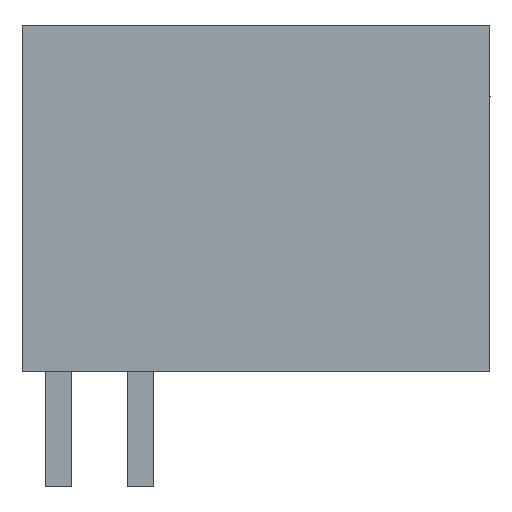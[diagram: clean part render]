
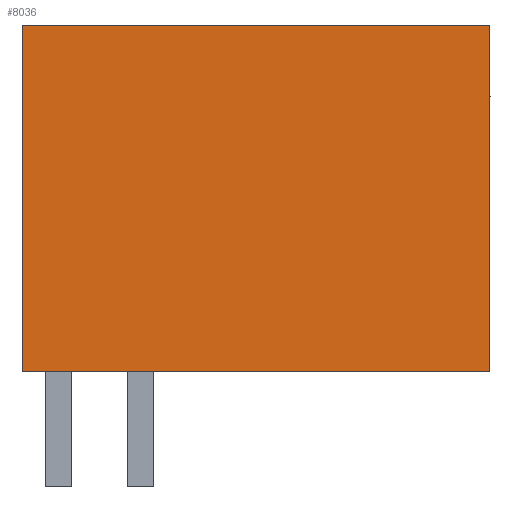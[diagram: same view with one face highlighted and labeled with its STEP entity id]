
A CAD part, left-side view. The second image highlights one B-rep face of the part: STEP entity #8036.
In plain terms, the highlighted planar face has unit normal (-1, 0, 0).
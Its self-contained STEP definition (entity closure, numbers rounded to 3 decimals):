
#8016=AXIS2_PLACEMENT_3D('Plane Axis2P3D',#8013,#8014,#8015) ;
#6021=CARTESIAN_POINT('Vertex',(0.,0.,3.5)) ;
#6285=CARTESIAN_POINT('Vertex',(0.,0.,14.)) ;
#6288=CARTESIAN_POINT('Line Origine',(0.,0.,8.75)) ;
#7175=CARTESIAN_POINT('Line Origine',(0.,7.1,3.5)) ;
#7179=CARTESIAN_POINT('Vertex',(0.,14.2,3.5)) ;
#8013=CARTESIAN_POINT('Axis2P3D Location',(0.,14.2,0.)) ;
#8018=CARTESIAN_POINT('Line Origine',(0.,7.1,14.)) ;
#8022=CARTESIAN_POINT('Vertex',(0.,14.2,14.)) ;
#8025=CARTESIAN_POINT('Line Origine',(0.,14.2,8.75)) ;
#6289=DIRECTION('Vector Direction',(0.,0.,-1.)) ;
#7176=DIRECTION('Vector Direction',(0.,-1.,0.)) ;
#8014=DIRECTION('Axis2P3D Direction',(-1.,0.,0.)) ;
#8015=DIRECTION('Axis2P3D XDirection',(0.,-1.,0.)) ;
#8019=DIRECTION('Vector Direction',(0.,-1.,0.)) ;
#8026=DIRECTION('Vector Direction',(0.,0.,-1.)) ;
#6290=VECTOR('Line Direction',#6289,1.) ;
#7177=VECTOR('Line Direction',#7176,1.) ;
#8020=VECTOR('Line Direction',#8019,1.) ;
#8027=VECTOR('Line Direction',#8026,1.) ;
#8031=ORIENTED_EDGE('',*,*,#7181,.T.) ;
#8032=ORIENTED_EDGE('',*,*,#6292,.T.) ;
#8033=ORIENTED_EDGE('',*,*,#8024,.T.) ;
#8034=ORIENTED_EDGE('',*,*,#8029,.T.) ;
#8036=ADVANCED_FACE('HOUSING',(#8035),#8017,.T.) ;
#6292=EDGE_CURVE('',#6022,#6286,#6291,.F.) ;
#7181=EDGE_CURVE('',#7180,#6022,#7178,.T.) ;
#8024=EDGE_CURVE('',#6286,#8023,#8021,.F.) ;
#8029=EDGE_CURVE('',#8023,#7180,#8028,.T.) ;
#8030=EDGE_LOOP('',(#8031,#8032,#8033,#8034)) ;
#8035=FACE_OUTER_BOUND('',#8030,.T.) ;
#6291=LINE('Line',#6288,#6290) ;
#7178=LINE('Line',#7175,#7177) ;
#8021=LINE('Line',#8018,#8020) ;
#8028=LINE('Line',#8025,#8027) ;
#8017=PLANE('',#8016) ;
#6022=VERTEX_POINT('',#6021) ;
#6286=VERTEX_POINT('',#6285) ;
#7180=VERTEX_POINT('',#7179) ;
#8023=VERTEX_POINT('',#8022) ;
